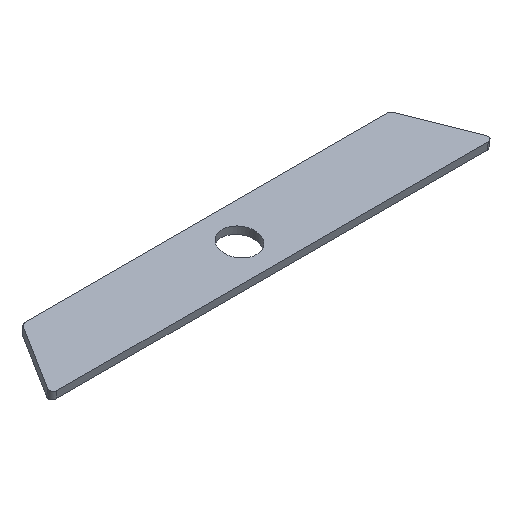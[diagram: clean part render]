
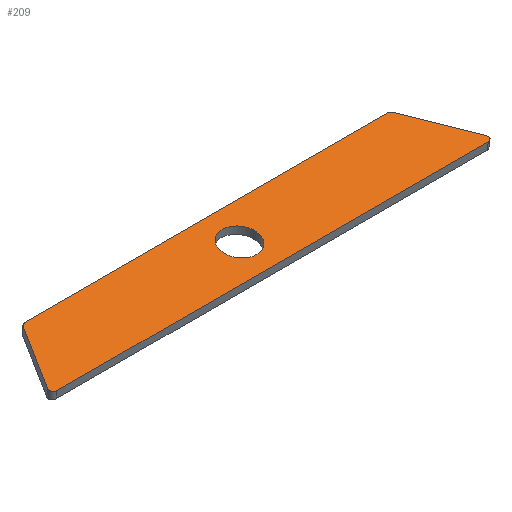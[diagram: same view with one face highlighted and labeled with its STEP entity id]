
A CAD part, isometric view. The second image highlights one B-rep face of the part: STEP entity #209.
In plain terms, the highlighted planar face has unit normal (0, -0.131, 0.991).
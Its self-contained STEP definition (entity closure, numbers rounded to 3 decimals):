
#20=FACE_BOUND('',#50,.T.);
#26=PLANE('',#245);
#37=FACE_OUTER_BOUND('',#49,.T.);
#49=EDGE_LOOP('',(#185,#186,#187,#188,#189,#190,#191,#192));
#50=EDGE_LOOP('',(#193));
#55=LINE('',#328,#72);
#61=LINE('',#350,#78);
#64=LINE('',#358,#81);
#67=LINE('',#368,#84);
#72=VECTOR('',#263,10.);
#78=VECTOR('',#285,10.);
#81=VECTOR('',#294,10.);
#84=VECTOR('',#307,10.);
#85=CIRCLE('',#226,0.25);
#91=CIRCLE('',#235,0.25);
#92=CIRCLE('',#238,0.25);
#93=CIRCLE('',#241,0.25);
#94=CIRCLE('',#243,1.1);
#95=VERTEX_POINT('',#315);
#96=VERTEX_POINT('',#316);
#100=VERTEX_POINT('',#326);
#107=VERTEX_POINT('',#344);
#108=VERTEX_POINT('',#348);
#109=VERTEX_POINT('',#352);
#110=VERTEX_POINT('',#356);
#111=VERTEX_POINT('',#360);
#112=VERTEX_POINT('',#364);
#113=EDGE_CURVE('',#95,#96,#85,.T.);
#119=EDGE_CURVE('',#95,#100,#55,.F.);
#127=EDGE_CURVE('',#107,#100,#91,.T.);
#130=EDGE_CURVE('',#107,#108,#61,.F.);
#131=EDGE_CURVE('',#109,#108,#92,.T.);
#134=EDGE_CURVE('',#109,#110,#64,.F.);
#135=EDGE_CURVE('',#111,#110,#93,.T.);
#137=EDGE_CURVE('',#112,#112,#94,.T.);
#139=EDGE_CURVE('',#111,#96,#67,.F.);
#185=ORIENTED_EDGE('',*,*,#113,.F.);
#186=ORIENTED_EDGE('',*,*,#119,.T.);
#187=ORIENTED_EDGE('',*,*,#127,.F.);
#188=ORIENTED_EDGE('',*,*,#130,.T.);
#189=ORIENTED_EDGE('',*,*,#131,.F.);
#190=ORIENTED_EDGE('',*,*,#134,.T.);
#191=ORIENTED_EDGE('',*,*,#135,.F.);
#192=ORIENTED_EDGE('',*,*,#139,.T.);
#193=ORIENTED_EDGE('',*,*,#137,.T.);
#209=ADVANCED_FACE('',(#37,#20),#26,.T.);
#226=AXIS2_PLACEMENT_3D('',#317,#253,#254);
#235=AXIS2_PLACEMENT_3D('',#345,#279,#280);
#238=AXIS2_PLACEMENT_3D('',#353,#288,#289);
#241=AXIS2_PLACEMENT_3D('',#361,#297,#298);
#243=AXIS2_PLACEMENT_3D('',#365,#302,#303);
#245=AXIS2_PLACEMENT_3D('',#369,#308,#309);
#253=DIRECTION('center_axis',(0.,0.131,-0.991));
#254=DIRECTION('ref_axis',(-0.5,0.859,0.113));
#263=DIRECTION('',(0.5,0.859,0.113));
#279=DIRECTION('center_axis',(0.,0.131,-0.991));
#280=DIRECTION('ref_axis',(-0.866,-0.496,-0.065));
#285=DIRECTION('',(-1.,0.,0.));
#288=DIRECTION('center_axis',(0.,0.131,-0.991));
#289=DIRECTION('ref_axis',(0.866,-0.496,-0.065));
#294=DIRECTION('',(0.5,-0.859,-0.113));
#297=DIRECTION('center_axis',(0.,0.131,-0.991));
#298=DIRECTION('ref_axis',(0.5,0.859,0.113));
#302=DIRECTION('center_axis',(0.,0.131,-0.991));
#303=DIRECTION('ref_axis',(1.,0.,0.));
#307=DIRECTION('',(1.,0.,0.));
#308=DIRECTION('center_axis',(0.,-0.131,0.991));
#309=DIRECTION('ref_axis',(1.,0.,0.));
#315=CARTESIAN_POINT('',(48.248,32.811,23.688));
#316=CARTESIAN_POINT('',(48.464,32.935,23.705));
#317=CARTESIAN_POINT('Origin',(48.464,32.687,23.672));
#326=CARTESIAN_POINT('',(46.083,29.093,23.199));
#328=CARTESIAN_POINT('',(49.392,34.776,23.947));
#344=CARTESIAN_POINT('',(46.299,28.721,23.15));
#345=CARTESIAN_POINT('Origin',(46.299,28.969,23.183));
#348=CARTESIAN_POINT('',(73.701,28.721,23.15));
#350=CARTESIAN_POINT('',(52.5,28.721,23.15));
#352=CARTESIAN_POINT('',(73.917,29.093,23.199));
#353=CARTESIAN_POINT('Origin',(73.701,28.969,23.183));
#356=CARTESIAN_POINT('',(71.752,32.811,23.688));
#358=CARTESIAN_POINT('',(72.124,32.173,23.604));
#360=CARTESIAN_POINT('',(71.536,32.935,23.705));
#361=CARTESIAN_POINT('Origin',(71.536,32.687,23.672));
#364=CARTESIAN_POINT('',(58.9,30.828,23.427));
#365=CARTESIAN_POINT('Origin',(60.,30.828,23.427));
#368=CARTESIAN_POINT('',(65.984,32.935,23.705));
#369=CARTESIAN_POINT('Origin',(60.,30.828,23.427));
